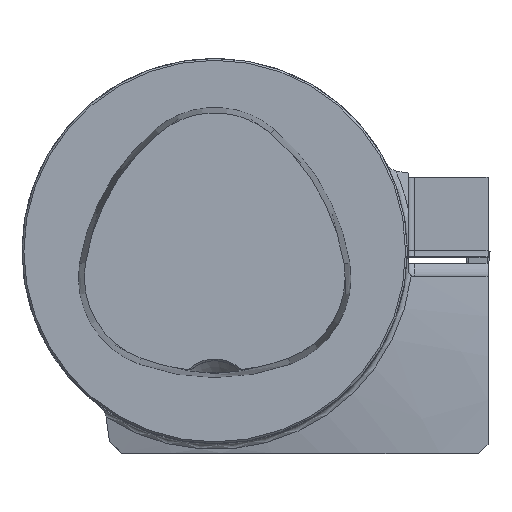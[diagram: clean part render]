
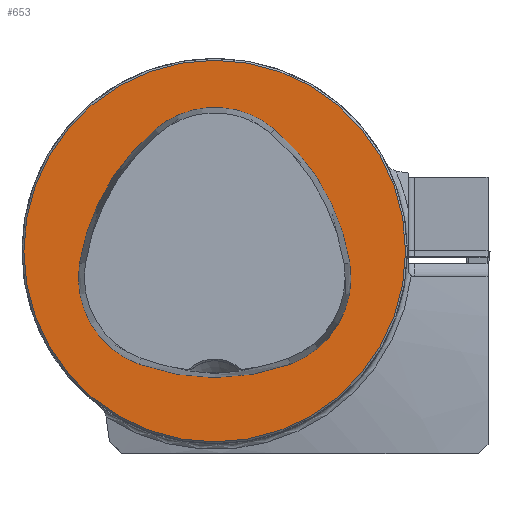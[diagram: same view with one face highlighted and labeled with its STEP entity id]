
A CAD part, top view. The second image highlights one B-rep face of the part: STEP entity #653.
In plain terms, the highlighted planar face has unit normal (0, 0, 1).
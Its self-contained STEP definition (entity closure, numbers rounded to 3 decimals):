
#113=FACE_BOUND('',#894,.T.);
#114=FACE_BOUND('',#895,.T.);
#179=PLANE('',#2330);
#653=ADVANCED_FACE('CU_FL_N1_SU_1',(#113,#114),#179,.T.);
#894=EDGE_LOOP('',(#1241,#1242,#1243,#1244,#1245,#1246));
#895=EDGE_LOOP('',(#1247));
#997=CIRCLE('',#2321,36.075);
#999=CIRCLE('',#2324,36.075);
#1000=CIRCLE('',#2325,15.075);
#1001=CIRCLE('',#2326,15.075);
#1002=CIRCLE('',#2327,36.075);
#1003=CIRCLE('',#2328,15.075);
#1004=CIRCLE('',#2329,31.2);
#1241=ORIENTED_EDGE('',*,*,#2014,.F.);
#1242=ORIENTED_EDGE('',*,*,#2015,.F.);
#1243=ORIENTED_EDGE('',*,*,#2007,.F.);
#1244=ORIENTED_EDGE('',*,*,#2016,.F.);
#1245=ORIENTED_EDGE('',*,*,#2017,.F.);
#1246=ORIENTED_EDGE('',*,*,#2018,.F.);
#1247=ORIENTED_EDGE('',*,*,#2019,.T.);
#1773=VERTEX_POINT('',#3687);
#1774=VERTEX_POINT('',#3689);
#1780=VERTEX_POINT('',#3721);
#1781=VERTEX_POINT('',#3722);
#1782=VERTEX_POINT('',#3725);
#1783=VERTEX_POINT('',#3727);
#1784=VERTEX_POINT('',#3730);
#2007=EDGE_CURVE('',#1773,#1774,#997,.T.);
#2014=EDGE_CURVE('',#1780,#1781,#999,.T.);
#2015=EDGE_CURVE('',#1774,#1780,#1000,.T.);
#2016=EDGE_CURVE('',#1782,#1773,#1001,.T.);
#2017=EDGE_CURVE('',#1783,#1782,#1002,.T.);
#2018=EDGE_CURVE('',#1781,#1783,#1003,.T.);
#2019=EDGE_CURVE('',#1784,#1784,#1004,.T.);
#2321=AXIS2_PLACEMENT_3D('',#3688,#2660,#2661);
#2324=AXIS2_PLACEMENT_3D('',#3720,#2667,#2668);
#2325=AXIS2_PLACEMENT_3D('',#3723,#2669,#2670);
#2326=AXIS2_PLACEMENT_3D('',#3724,#2671,#2672);
#2327=AXIS2_PLACEMENT_3D('',#3726,#2673,#2674);
#2328=AXIS2_PLACEMENT_3D('',#3728,#2675,#2676);
#2329=AXIS2_PLACEMENT_3D('',#3729,#2677,#2678);
#2330=AXIS2_PLACEMENT_3D('',#3731,#2679,#2680);
#2660=DIRECTION('',(0.,0.,1.));
#2661=DIRECTION('',(-1.,0.,0.));
#2667=DIRECTION('',(0.,0.,1.));
#2668=DIRECTION('',(-1.,0.,0.));
#2669=DIRECTION('',(0.,0.,1.));
#2670=DIRECTION('',(-1.,0.,0.));
#2671=DIRECTION('',(0.,0.,1.));
#2672=DIRECTION('',(-1.,0.,0.));
#2673=DIRECTION('',(0.,0.,1.));
#2674=DIRECTION('',(-1.,0.,0.));
#2675=DIRECTION('',(0.,0.,1.));
#2676=DIRECTION('',(-1.,0.,0.));
#2677=DIRECTION('',(0.,0.,1.));
#2678=DIRECTION('',(-1.,0.,0.));
#2679=DIRECTION('',(0.,0.,1.));
#2680=DIRECTION('',(-1.,0.,0.));
#3687=CARTESIAN_POINT('',(-12.368,-18.489,0.));
#3688=CARTESIAN_POINT('',(0.,15.4,0.));
#3689=CARTESIAN_POINT('',(12.368,-18.489,0.));
#3720=CARTESIAN_POINT('',(-13.535,-7.656,0.));
#3721=CARTESIAN_POINT('',(22.084,-1.937,0.));
#3722=CARTESIAN_POINT('',(9.716,19.927,0.));
#3723=CARTESIAN_POINT('',(7.2,-4.327,0.));
#3724=CARTESIAN_POINT('',(-7.2,-4.327,0.));
#3725=CARTESIAN_POINT('',(-22.084,-1.937,0.));
#3726=CARTESIAN_POINT('',(13.535,-7.656,0.));
#3727=CARTESIAN_POINT('',(-9.716,19.927,0.));
#3728=CARTESIAN_POINT('',(0.,8.4,0.));
#3729=CARTESIAN_POINT('',(0.,0.,0.));
#3730=CARTESIAN_POINT('',(-31.2,0.,0.));
#3731=CARTESIAN_POINT('',(0.,0.,0.));
